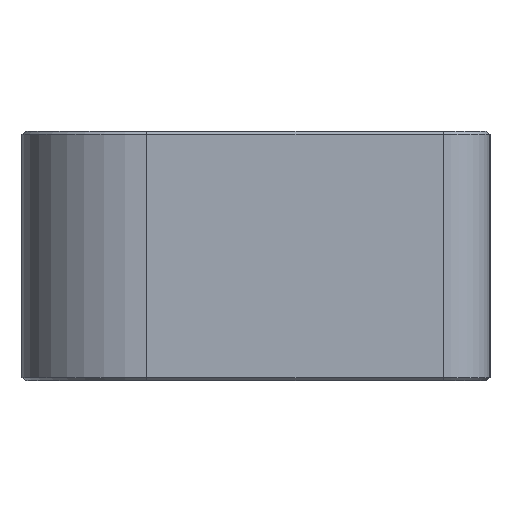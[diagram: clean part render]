
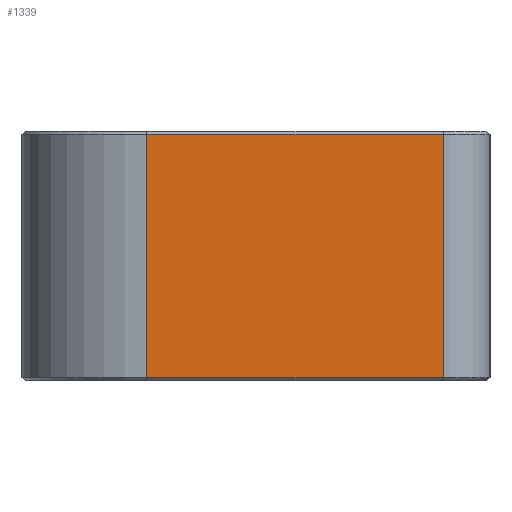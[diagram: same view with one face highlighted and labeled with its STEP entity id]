
A CAD part, left-side view. The second image highlights one B-rep face of the part: STEP entity #1339.
In plain terms, the highlighted planar face has unit normal (-1, 0, 0).
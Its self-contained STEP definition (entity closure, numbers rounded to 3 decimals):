
#10 = LINE ( 'NONE', #1498, #1331 ) ;
#32 = VECTOR ( 'NONE', #1769, 1000. ) ;
#42 = ORIENTED_EDGE ( 'NONE', *, *, #1701, .T. ) ;
#365 = EDGE_LOOP ( 'NONE', ( #1362, #1145, #42, #1535 ) ) ;
#515 = DIRECTION ( 'NONE',  ( 0., 1., 0. ) ) ;
#591 = VECTOR ( 'NONE', #515, 1000. ) ;
#628 = PLANE ( 'NONE',  #876 ) ;
#649 = VERTEX_POINT ( 'NONE', #922 ) ;
#676 = EDGE_CURVE ( 'NONE', #1319, #649, #10, .T. ) ;
#761 = LINE ( 'NONE', #1346, #591 ) ;
#768 = CARTESIAN_POINT ( 'NONE',  ( -38.75, 3.5, 8. ) ) ;
#801 = LINE ( 'NONE', #1504, #1730 ) ;
#876 = AXIS2_PLACEMENT_3D ( 'NONE', #1297, #1610, #1447 ) ;
#883 = CARTESIAN_POINT ( 'NONE',  ( -38.75, 3.5, 0.1 ) ) ;
#922 = CARTESIAN_POINT ( 'NONE',  ( -38.75, -6., 0.1 ) ) ;
#968 = VERTEX_POINT ( 'NONE', #1825 ) ;
#1145 = ORIENTED_EDGE ( 'NONE', *, *, #1574, .T. ) ;
#1215 = LINE ( 'NONE', #768, #32 ) ;
#1297 = CARTESIAN_POINT ( 'NONE',  ( -38.75, 7.5, 8. ) ) ;
#1319 = VERTEX_POINT ( 'NONE', #883 ) ;
#1331 = VECTOR ( 'NONE', #1491, 1000. ) ;
#1339 = ADVANCED_FACE ( 'NONE', ( #1356 ), #628, .F. ) ;
#1346 = CARTESIAN_POINT ( 'NONE',  ( -38.75, 3.5, 7.9 ) ) ;
#1356 = FACE_OUTER_BOUND ( 'NONE', #365, .T. ) ;
#1362 = ORIENTED_EDGE ( 'NONE', *, *, #1541, .T. ) ;
#1387 = VERTEX_POINT ( 'NONE', #1481 ) ;
#1447 = DIRECTION ( 'NONE',  ( 0., 0., -1. ) ) ;
#1481 = CARTESIAN_POINT ( 'NONE',  ( -38.75, -6., 7.9 ) ) ;
#1489 = DIRECTION ( 'NONE',  ( 0., 0., 1. ) ) ;
#1491 = DIRECTION ( 'NONE',  ( 0., -1., 0. ) ) ;
#1498 = CARTESIAN_POINT ( 'NONE',  ( -38.75, 7.5, 0.1 ) ) ;
#1504 = CARTESIAN_POINT ( 'NONE',  ( -38.75, -6., 8. ) ) ;
#1535 = ORIENTED_EDGE ( 'NONE', *, *, #676, .T. ) ;
#1541 = EDGE_CURVE ( 'NONE', #649, #1387, #801, .T. ) ;
#1574 = EDGE_CURVE ( 'NONE', #1387, #968, #761, .T. ) ;
#1610 = DIRECTION ( 'NONE',  ( 1., 0., 0. ) ) ;
#1701 = EDGE_CURVE ( 'NONE', #968, #1319, #1215, .T. ) ;
#1730 = VECTOR ( 'NONE', #1489, 1000. ) ;
#1769 = DIRECTION ( 'NONE',  ( 0., 0., -1. ) ) ;
#1825 = CARTESIAN_POINT ( 'NONE',  ( -38.75, 3.5, 7.9 ) ) ;
